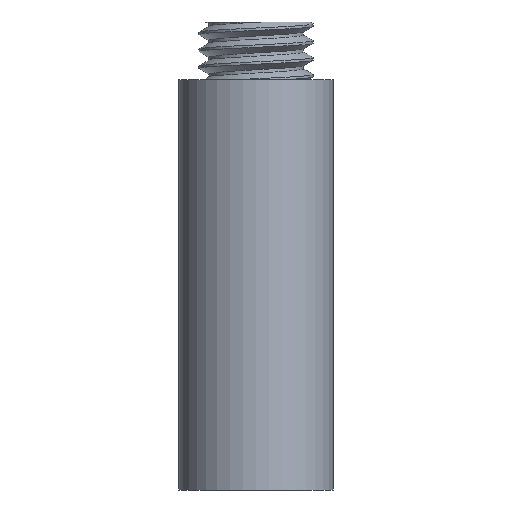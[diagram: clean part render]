
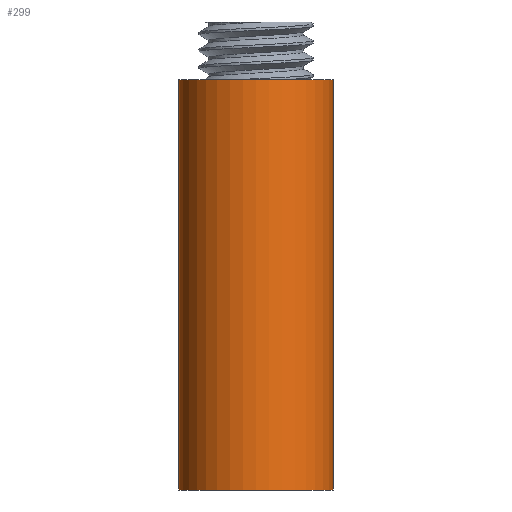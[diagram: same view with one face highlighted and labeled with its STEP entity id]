
A CAD part, front view. The second image highlights one B-rep face of the part: STEP entity #299.
In plain terms, the highlighted cylindrical face has radius 8 mm (diameter 16 mm), a full revolution.
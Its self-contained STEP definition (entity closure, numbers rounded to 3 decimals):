
#41=FACE_OUTER_BOUND('',#62,.T.);
#62=EDGE_LOOP('',(#265,#266,#267,#268));
#72=CIRCLE('',#335,8.);
#74=CIRCLE('',#339,8.);
#106=LINE('',#1739,#116);
#116=VECTOR('',#400,8.);
#142=VERTEX_POINT('',#1731);
#144=VERTEX_POINT('',#1738);
#182=EDGE_CURVE('',#142,#142,#72,.T.);
#185=EDGE_CURVE('',#142,#144,#106,.T.);
#186=EDGE_CURVE('',#144,#144,#74,.T.);
#265=ORIENTED_EDGE('',*,*,#182,.F.);
#266=ORIENTED_EDGE('',*,*,#185,.T.);
#267=ORIENTED_EDGE('',*,*,#186,.T.);
#268=ORIENTED_EDGE('',*,*,#185,.F.);
#282=CYLINDRICAL_SURFACE('',#338,8.);
#299=ADVANCED_FACE('',(#41),#282,.T.);
#335=AXIS2_PLACEMENT_3D('',#1732,#391,#392);
#338=AXIS2_PLACEMENT_3D('',#1737,#398,#399);
#339=AXIS2_PLACEMENT_3D('',#1740,#401,#402);
#391=DIRECTION('center_axis',(0.,0.,1.));
#392=DIRECTION('ref_axis',(-1.,0.,0.));
#398=DIRECTION('center_axis',(0.,0.,1.));
#399=DIRECTION('ref_axis',(1.,0.,0.));
#400=DIRECTION('',(0.,0.,-1.));
#401=DIRECTION('center_axis',(0.,0.,1.));
#402=DIRECTION('ref_axis',(1.,0.,0.));
#1731=CARTESIAN_POINT('',(-8.,0.,42.5));
#1732=CARTESIAN_POINT('Origin',(0.,0.,42.5));
#1737=CARTESIAN_POINT('Origin',(0.,0.,0.));
#1738=CARTESIAN_POINT('',(-8.,0.,0.));
#1739=CARTESIAN_POINT('',(-8.,0.,0.));
#1740=CARTESIAN_POINT('Origin',(0.,0.,0.));
